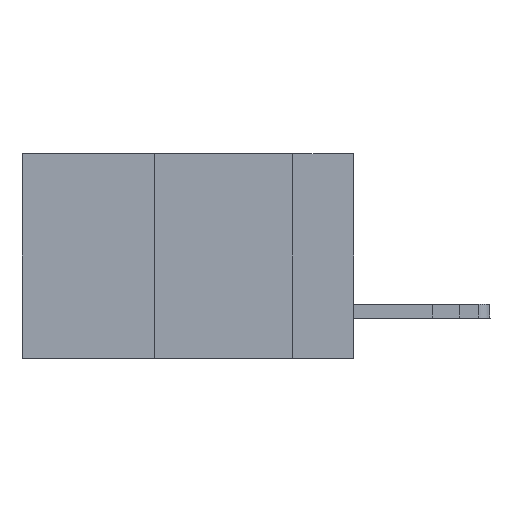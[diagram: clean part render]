
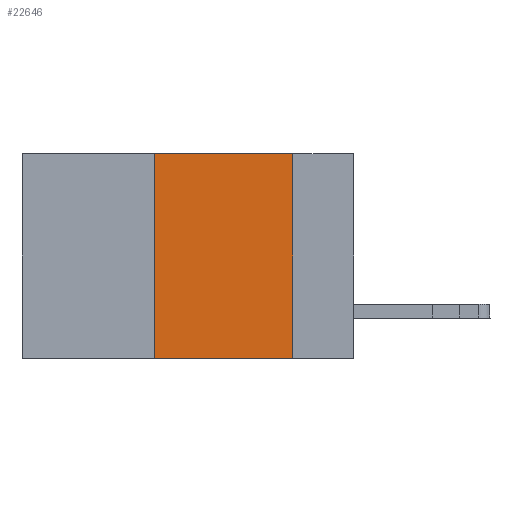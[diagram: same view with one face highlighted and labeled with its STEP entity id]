
A CAD part, left-side view. The second image highlights one B-rep face of the part: STEP entity #22646.
In plain terms, the highlighted planar face has unit normal (-1, 0, 0).
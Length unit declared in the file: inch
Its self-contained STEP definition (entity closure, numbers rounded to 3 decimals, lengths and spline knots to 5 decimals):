
#1360 = VERTEX_POINT ( 'NONE', #6420 ) ;
#1475 = CARTESIAN_POINT ( 'NONE',  ( 0., 0.11, 0. ) ) ;
#1524 = VERTEX_POINT ( 'NONE', #17223 ) ;
#1671 = VECTOR ( 'NONE', #7379, 39.37008 ) ;
#3822 = EDGE_CURVE ( 'NONE', #1524, #23144, #9444, .T. ) ;
#4261 = LINE ( 'NONE', #12495, #24197 ) ;
#4279 = ORIENTED_EDGE ( 'NONE', *, *, #22371, .F. ) ;
#4789 = CARTESIAN_POINT ( 'NONE',  ( 0., 0.6, 0. ) ) ;
#6420 = CARTESIAN_POINT ( 'NONE',  ( 0., 0.11, 0. ) ) ;
#7038 = VECTOR ( 'NONE', #19610, 39.37008 ) ;
#7379 = DIRECTION ( 'NONE',  ( 0., 0., -1. ) ) ;
#7720 = LINE ( 'NONE', #19887, #14434 ) ;
#8600 = VERTEX_POINT ( 'NONE', #10787 ) ;
#9444 = LINE ( 'NONE', #9577, #7038 ) ;
#9577 = CARTESIAN_POINT ( 'NONE',  ( 0., 0.36, 0. ) ) ;
#10787 = CARTESIAN_POINT ( 'NONE',  ( 0., 0.11, -0.37 ) ) ;
#11915 = DIRECTION ( 'NONE',  ( 0., -1., 0. ) ) ;
#12495 = CARTESIAN_POINT ( 'NONE',  ( 0., 0.6, 0. ) ) ;
#13046 = DIRECTION ( 'NONE',  ( 0., 0., -1. ) ) ;
#13517 = EDGE_LOOP ( 'NONE', ( #4279, #23015, #20900, #17795 ) ) ;
#14434 = VECTOR ( 'NONE', #11915, 39.37008 ) ;
#14824 = PLANE ( 'NONE',  #24940 ) ;
#16421 = DIRECTION ( 'NONE',  ( 0., -1., 0. ) ) ;
#17223 = CARTESIAN_POINT ( 'NONE',  ( 0., 0.36, -0.37 ) ) ;
#17659 = LINE ( 'NONE', #1475, #1671 ) ;
#17795 = ORIENTED_EDGE ( 'NONE', *, *, #19886, .T. ) ;
#17838 = CARTESIAN_POINT ( 'NONE',  ( 0., 0.36, 0. ) ) ;
#19610 = DIRECTION ( 'NONE',  ( 0., 0., 1. ) ) ;
#19886 = EDGE_CURVE ( 'NONE', #1524, #8600, #7720, .T. ) ;
#19887 = CARTESIAN_POINT ( 'NONE',  ( 0., 0.6, -0.37 ) ) ;
#20900 = ORIENTED_EDGE ( 'NONE', *, *, #3822, .F. ) ;
#22371 = EDGE_CURVE ( 'NONE', #1360, #8600, #17659, .T. ) ;
#22646 = ADVANCED_FACE ( 'NONE', ( #23298 ), #14824, .F. ) ;
#23015 = ORIENTED_EDGE ( 'NONE', *, *, #25414, .F. ) ;
#23045 = DIRECTION ( 'NONE',  ( 1., 0., 0. ) ) ;
#23144 = VERTEX_POINT ( 'NONE', #17838 ) ;
#23298 = FACE_OUTER_BOUND ( 'NONE', #13517, .T. ) ;
#24197 = VECTOR ( 'NONE', #16421, 39.37008 ) ;
#24940 = AXIS2_PLACEMENT_3D ( 'NONE', #4789, #23045, #13046 ) ;
#25414 = EDGE_CURVE ( 'NONE', #23144, #1360, #4261, .T. ) ;
